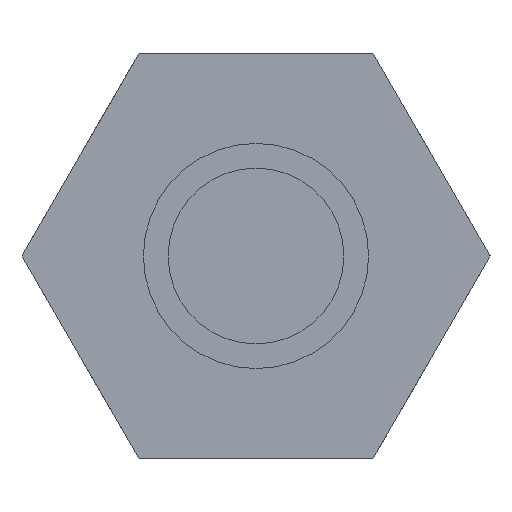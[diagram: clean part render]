
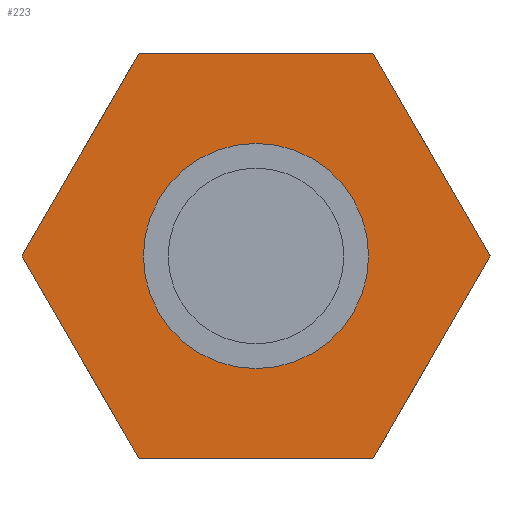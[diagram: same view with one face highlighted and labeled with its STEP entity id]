
A CAD part, front view. The second image highlights one B-rep face of the part: STEP entity #223.
In plain terms, the highlighted planar face has unit normal (0, -1, 0).
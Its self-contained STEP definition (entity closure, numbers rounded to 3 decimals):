
#3 = CARTESIAN_POINT ( 'NONE',  ( 0., 0., 0. ) ) ;
#4 = ORIENTED_EDGE ( 'NONE', *, *, #232, .F. ) ;
#35 = DIRECTION ( 'NONE',  ( -1., 0., 0. ) ) ;
#36 = VECTOR ( 'NONE', #605, 1000. ) ;
#49 = DIRECTION ( 'NONE',  ( 0., 0., 1. ) ) ;
#65 = LINE ( 'NONE', #251, #606 ) ;
#100 = ORIENTED_EDGE ( 'NONE', *, *, #179, .F. ) ;
#102 = ORIENTED_EDGE ( 'NONE', *, *, #479, .F. ) ;
#103 = CARTESIAN_POINT ( 'NONE',  ( -5.195, 0., 0. ) ) ;
#107 = DIRECTION ( 'NONE',  ( 0., 1., 0. ) ) ;
#109 = EDGE_CURVE ( 'NONE', #228, #150, #434, .T. ) ;
#142 = DIRECTION ( 'NONE',  ( -0.5, 0., 0.866 ) ) ;
#147 = CARTESIAN_POINT ( 'NONE',  ( -2.598, 0., 4.499 ) ) ;
#150 = VERTEX_POINT ( 'NONE', #433 ) ;
#159 = DIRECTION ( 'NONE',  ( 0., 0., 1. ) ) ;
#162 = PLANE ( 'NONE',  #571 ) ;
#179 = EDGE_CURVE ( 'NONE', #210, #192, #548, .T. ) ;
#188 = CARTESIAN_POINT ( 'NONE',  ( -2.597, 0., -4.499 ) ) ;
#192 = VERTEX_POINT ( 'NONE', #688 ) ;
#203 = ORIENTED_EDGE ( 'NONE', *, *, #109, .F. ) ;
#210 = VERTEX_POINT ( 'NONE', #310 ) ;
#217 = VERTEX_POINT ( 'NONE', #103 ) ;
#223 = ADVANCED_FACE ( 'NONE', ( #454, #649 ), #162, .F. ) ;
#228 = VERTEX_POINT ( 'NONE', #539 ) ;
#232 = EDGE_CURVE ( 'NONE', #150, #228, #354, .T. ) ;
#233 = VECTOR ( 'NONE', #142, 1000. ) ;
#236 = CARTESIAN_POINT ( 'NONE',  ( 2.597, 0., 4.499 ) ) ;
#251 = CARTESIAN_POINT ( 'NONE',  ( 5.195, 0., 0. ) ) ;
#263 = ORIENTED_EDGE ( 'NONE', *, *, #385, .F. ) ;
#310 = CARTESIAN_POINT ( 'NONE',  ( 2.597, 0., -4.499 ) ) ;
#315 = DIRECTION ( 'NONE',  ( 0.5, 0., 0.866 ) ) ;
#354 = CIRCLE ( 'NONE', #642, 2.5 ) ;
#360 = AXIS2_PLACEMENT_3D ( 'NONE', #469, #468, #577 ) ;
#366 = CARTESIAN_POINT ( 'NONE',  ( 2.597, 0., -4.499 ) ) ;
#369 = EDGE_LOOP ( 'NONE', ( #263, #440, #540, #102, #100, #533 ) ) ;
#380 = CARTESIAN_POINT ( 'NONE',  ( 0., 0., 0. ) ) ;
#385 = EDGE_CURVE ( 'NONE', #610, #502, #681, .T. ) ;
#386 = LINE ( 'NONE', #188, #233 ) ;
#432 = DIRECTION ( 'NONE',  ( 1., 0., 0. ) ) ;
#433 = CARTESIAN_POINT ( 'NONE',  ( 0., 0., -2.5 ) ) ;
#434 = CIRCLE ( 'NONE', #360, 2.5 ) ;
#440 = ORIENTED_EDGE ( 'NONE', *, *, #645, .F. ) ;
#452 = CARTESIAN_POINT ( 'NONE',  ( 2.597, 0., 4.499 ) ) ;
#454 = FACE_BOUND ( 'NONE', #673, .T. ) ;
#456 = LINE ( 'NONE', #689, #581 ) ;
#463 = LINE ( 'NONE', #147, #671 ) ;
#468 = DIRECTION ( 'NONE',  ( 0., -1., 0. ) ) ;
#469 = CARTESIAN_POINT ( 'NONE',  ( 0., 0., 0. ) ) ;
#473 = CARTESIAN_POINT ( 'NONE',  ( 5.195, 0., 0. ) ) ;
#479 = EDGE_CURVE ( 'NONE', #192, #217, #386, .T. ) ;
#502 = VERTEX_POINT ( 'NONE', #473 ) ;
#532 = VECTOR ( 'NONE', #35, 1000. ) ;
#533 = ORIENTED_EDGE ( 'NONE', *, *, #623, .F. ) ;
#539 = CARTESIAN_POINT ( 'NONE',  ( 0., 0., 2.5 ) ) ;
#540 = ORIENTED_EDGE ( 'NONE', *, *, #697, .F. ) ;
#548 = LINE ( 'NONE', #366, #532 ) ;
#571 = AXIS2_PLACEMENT_3D ( 'NONE', #380, #107, #49 ) ;
#577 = DIRECTION ( 'NONE',  ( 0., 0., 1. ) ) ;
#581 = VECTOR ( 'NONE', #315, 1000. ) ;
#587 = CARTESIAN_POINT ( 'NONE',  ( -2.598, 0., 4.499 ) ) ;
#605 = DIRECTION ( 'NONE',  ( 0.5, 0., -0.866 ) ) ;
#606 = VECTOR ( 'NONE', #638, 1000. ) ;
#610 = VERTEX_POINT ( 'NONE', #236 ) ;
#623 = EDGE_CURVE ( 'NONE', #502, #210, #65, .T. ) ;
#638 = DIRECTION ( 'NONE',  ( -0.5, 0., -0.866 ) ) ;
#642 = AXIS2_PLACEMENT_3D ( 'NONE', #3, #698, #159 ) ;
#645 = EDGE_CURVE ( 'NONE', #664, #610, #463, .T. ) ;
#649 = FACE_OUTER_BOUND ( 'NONE', #369, .T. ) ;
#664 = VERTEX_POINT ( 'NONE', #587 ) ;
#671 = VECTOR ( 'NONE', #432, 1000. ) ;
#673 = EDGE_LOOP ( 'NONE', ( #203, #4 ) ) ;
#681 = LINE ( 'NONE', #452, #36 ) ;
#688 = CARTESIAN_POINT ( 'NONE',  ( -2.597, 0., -4.499 ) ) ;
#689 = CARTESIAN_POINT ( 'NONE',  ( -5.195, 0., 0. ) ) ;
#697 = EDGE_CURVE ( 'NONE', #217, #664, #456, .T. ) ;
#698 = DIRECTION ( 'NONE',  ( 0., -1., 0. ) ) ;
